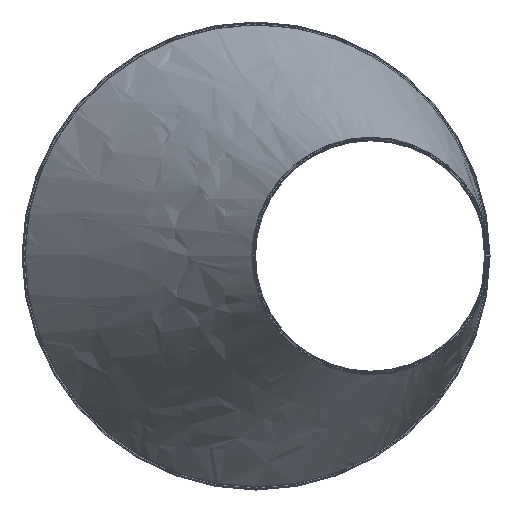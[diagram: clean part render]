
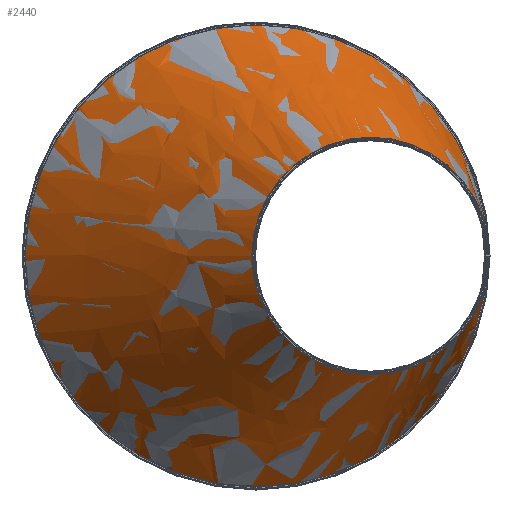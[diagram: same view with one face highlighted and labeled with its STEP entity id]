
A CAD part, left-side view. The second image highlights one B-rep face of the part: STEP entity #2440.
In plain terms, the highlighted free-form (B-spline) face has degree [1, 2] with [2, 9] control points.
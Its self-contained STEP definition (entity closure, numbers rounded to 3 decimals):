
#11=(
BOUNDED_SURFACE()
B_SPLINE_SURFACE(1,2,((#4545,#4546,#4547,#4548,#4549,#4550,#4551,#4552,
#4553),(#4554,#4555,#4556,#4557,#4558,#4559,#4560,#4561,#4562)),
 .UNSPECIFIED.,.F.,.T.,.F.)
B_SPLINE_SURFACE_WITH_KNOTS((2,2),(3,2,2,2,3),(-0.408,1.428),
(-3.142,-1.571,0.,1.571,3.142),
 .UNSPECIFIED.)
GEOMETRIC_REPRESENTATION_ITEM()
RATIONAL_B_SPLINE_SURFACE(((1.,0.707,1.,0.707,1.,
0.707,1.,0.707,1.),(1.,0.707,1.,0.707,
1.,0.707,1.,0.707,1.)))
REPRESENTATION_ITEM('')
SURFACE()
);
#22=B_SPLINE_CURVE_WITH_KNOTS('',1,(#4563,#4564),.UNSPECIFIED.,.F.,.F.,
(2,2),(-1.257,-0.067),.UNSPECIFIED.);
#411=FACE_OUTER_BOUND('',#615,.T.);
#615=EDGE_LOOP('',(#1986,#1987,#1988,#1989,#1990,#1991,#1992));
#795=CIRCLE('',#2701,314.35);
#796=CIRCLE('',#2702,314.35);
#797=CIRCLE('',#2703,314.35);
#804=CIRCLE('',#2716,624.525);
#805=CIRCLE('',#2717,624.525);
#1228=VERTEX_POINT('',#4066);
#1229=VERTEX_POINT('',#4067);
#1230=VERTEX_POINT('',#4069);
#1238=VERTEX_POINT('',#4245);
#1239=VERTEX_POINT('',#4246);
#1479=EDGE_CURVE('',#1228,#1229,#795,.T.);
#1480=EDGE_CURVE('',#1229,#1230,#796,.T.);
#1481=EDGE_CURVE('',#1230,#1228,#797,.T.);
#1491=EDGE_CURVE('',#1238,#1239,#804,.T.);
#1492=EDGE_CURVE('',#1239,#1238,#805,.T.);
#1501=EDGE_CURVE('',#1229,#1239,#22,.T.);
#1986=ORIENTED_EDGE('',*,*,#1481,.T.);
#1987=ORIENTED_EDGE('',*,*,#1479,.T.);
#1988=ORIENTED_EDGE('',*,*,#1501,.T.);
#1989=ORIENTED_EDGE('',*,*,#1492,.T.);
#1990=ORIENTED_EDGE('',*,*,#1491,.T.);
#1991=ORIENTED_EDGE('',*,*,#1501,.F.);
#1992=ORIENTED_EDGE('',*,*,#1480,.T.);
#2440=ADVANCED_FACE('',(#411),#11,.F.);
#2701=AXIS2_PLACEMENT_3D('',#4068,#3312,#3313);
#2702=AXIS2_PLACEMENT_3D('',#4070,#3314,#3315);
#2703=AXIS2_PLACEMENT_3D('',#4071,#3316,#3317);
#2716=AXIS2_PLACEMENT_3D('',#4247,#3343,#3344);
#2717=AXIS2_PLACEMENT_3D('',#4248,#3345,#3346);
#3312=DIRECTION('center_axis',(0.,0.,-1.));
#3313=DIRECTION('ref_axis',(1.,0.,0.));
#3314=DIRECTION('center_axis',(0.,0.,-1.));
#3315=DIRECTION('ref_axis',(1.,0.,0.));
#3316=DIRECTION('center_axis',(0.,0.,-1.));
#3317=DIRECTION('ref_axis',(1.,0.,0.));
#3343=DIRECTION('center_axis',(0.,0.,1.));
#3344=DIRECTION('ref_axis',(1.,0.,0.));
#3345=DIRECTION('center_axis',(0.,0.,1.));
#3346=DIRECTION('ref_axis',(1.,0.,0.));
#4066=CARTESIAN_POINT('',(-314.35,0.,0.));
#4067=CARTESIAN_POINT('',(-51.822,310.049,0.));
#4068=CARTESIAN_POINT('Origin',(0.,0.,0.));
#4069=CARTESIAN_POINT('',(314.35,0.,0.));
#4070=CARTESIAN_POINT('Origin',(0.,0.,0.));
#4071=CARTESIAN_POINT('Origin',(0.,0.,0.));
#4245=CARTESIAN_POINT('',(-314.35,0.,-638.));
#4246=CARTESIAN_POINT('',(207.22,615.98,-638.));
#4247=CARTESIAN_POINT('Origin',(310.175,0.,-638.));
#4248=CARTESIAN_POINT('Origin',(310.175,0.,-638.));
#4545=CARTESIAN_POINT('Ctrl Pts',(310.66,738.144,-892.765));
#4546=CARTESIAN_POINT('Ctrl Pts',(-314.35,738.144,-1146.533));
#4547=CARTESIAN_POINT('Ctrl Pts',(-314.35,0.,
-1146.533));
#4548=CARTESIAN_POINT('Ctrl Pts',(-314.35,-738.144,-1146.533));
#4549=CARTESIAN_POINT('Ctrl Pts',(310.66,-738.144,-892.765));
#4550=CARTESIAN_POINT('Ctrl Pts',(935.67,-738.144,-638.998));
#4551=CARTESIAN_POINT('Ctrl Pts',(935.67,0.,
-638.998));
#4552=CARTESIAN_POINT('Ctrl Pts',(935.67,738.144,-638.998));
#4553=CARTESIAN_POINT('Ctrl Pts',(310.66,738.144,-892.765));
#4554=CARTESIAN_POINT('Ctrl Pts',(-88.975,266.17,91.507));
#4555=CARTESIAN_POINT('Ctrl Pts',(-314.35,266.17,0.));
#4556=CARTESIAN_POINT('Ctrl Pts',(-314.35,0.,0.));
#4557=CARTESIAN_POINT('Ctrl Pts',(-314.35,-266.17,0.));
#4558=CARTESIAN_POINT('Ctrl Pts',(-88.975,-266.17,91.507));
#4559=CARTESIAN_POINT('Ctrl Pts',(136.399,-266.17,183.014));
#4560=CARTESIAN_POINT('Ctrl Pts',(136.399,0.,
183.014));
#4561=CARTESIAN_POINT('Ctrl Pts',(136.399,266.17,183.014));
#4562=CARTESIAN_POINT('Ctrl Pts',(-88.975,266.17,91.507));
#4563=CARTESIAN_POINT('Ctrl Pts',(-51.822,310.049,0.));
#4564=CARTESIAN_POINT('Ctrl Pts',(207.22,615.98,-638.));
